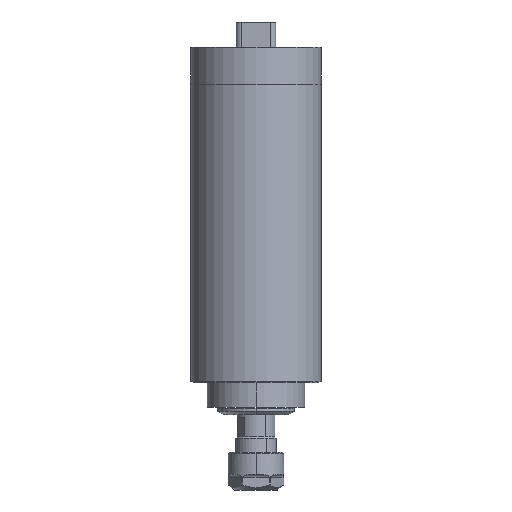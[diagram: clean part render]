
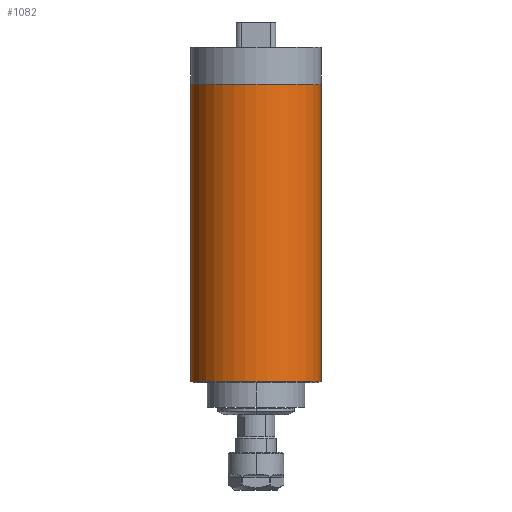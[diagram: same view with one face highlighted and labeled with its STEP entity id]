
A CAD part, front view. The second image highlights one B-rep face of the part: STEP entity #1082.
In plain terms, the highlighted cylindrical face has radius 40 mm (diameter 80 mm), a partial arc.
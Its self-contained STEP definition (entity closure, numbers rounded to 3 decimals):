
#6 = VECTOR ( 'NONE', #4076, 1000. ) ;
#182 = EDGE_CURVE ( 'NONE', #1754, #754, #458, .T. ) ;
#221 = DIRECTION ( 'NONE',  ( 1., 0., 0. ) ) ;
#457 = CARTESIAN_POINT ( 'NONE',  ( 40., 0., 182. ) ) ;
#458 = CIRCLE ( 'NONE', #1126, 40. ) ;
#692 = DIRECTION ( 'NONE',  ( 0., 0., -1. ) ) ;
#693 = DIRECTION ( 'NONE',  ( 1., 0., 0. ) ) ;
#749 = EDGE_LOOP ( 'NONE', ( #3647, #1839, #4099, #862 ) ) ;
#754 = VERTEX_POINT ( 'NONE', #1730 ) ;
#862 = ORIENTED_EDGE ( 'NONE', *, *, #1179, .T. ) ;
#1082 = ADVANCED_FACE ( 'NONE', ( #3400 ), #2343, .T. ) ;
#1126 = AXIS2_PLACEMENT_3D ( 'NONE', #3110, #4529, #221 ) ;
#1179 = EDGE_CURVE ( 'NONE', #1640, #2570, #3450, .T. ) ;
#1503 = DIRECTION ( 'NONE',  ( 0., 0., 1. ) ) ;
#1563 = CARTESIAN_POINT ( 'NONE',  ( 40., 0., 0. ) ) ;
#1640 = VERTEX_POINT ( 'NONE', #2889 ) ;
#1730 = CARTESIAN_POINT ( 'NONE',  ( 40., 0., 182. ) ) ;
#1754 = VERTEX_POINT ( 'NONE', #3642 ) ;
#1839 = ORIENTED_EDGE ( 'NONE', *, *, #182, .F. ) ;
#2343 = CYLINDRICAL_SURFACE ( 'NONE', #4486, 40. ) ;
#2570 = VERTEX_POINT ( 'NONE', #1563 ) ;
#2861 = DIRECTION ( 'NONE',  ( -1., 0., 0. ) ) ;
#2889 = CARTESIAN_POINT ( 'NONE',  ( -40., 0., 0. ) ) ;
#2971 = LINE ( 'NONE', #457, #6 ) ;
#3110 = CARTESIAN_POINT ( 'NONE',  ( 0., 0., 182. ) ) ;
#3172 = CARTESIAN_POINT ( 'NONE',  ( 0., 0., 182. ) ) ;
#3242 = CARTESIAN_POINT ( 'NONE',  ( 0., 0., 0. ) ) ;
#3400 = FACE_OUTER_BOUND ( 'NONE', #749, .T. ) ;
#3450 = CIRCLE ( 'NONE', #3939, 40. ) ;
#3642 = CARTESIAN_POINT ( 'NONE',  ( -40., 0., 182. ) ) ;
#3647 = ORIENTED_EDGE ( 'NONE', *, *, #4237, .F. ) ;
#3671 = EDGE_CURVE ( 'NONE', #1754, #1640, #4169, .T. ) ;
#3770 = VECTOR ( 'NONE', #692, 1000. ) ;
#3924 = DIRECTION ( 'NONE',  ( 0., 0., -1. ) ) ;
#3939 = AXIS2_PLACEMENT_3D ( 'NONE', #3242, #1503, #693 ) ;
#4076 = DIRECTION ( 'NONE',  ( 0., 0., -1. ) ) ;
#4099 = ORIENTED_EDGE ( 'NONE', *, *, #3671, .T. ) ;
#4169 = LINE ( 'NONE', #4345, #3770 ) ;
#4237 = EDGE_CURVE ( 'NONE', #754, #2570, #2971, .T. ) ;
#4345 = CARTESIAN_POINT ( 'NONE',  ( -40., 0., 182. ) ) ;
#4486 = AXIS2_PLACEMENT_3D ( 'NONE', #3172, #3924, #2861 ) ;
#4529 = DIRECTION ( 'NONE',  ( 0., 0., 1. ) ) ;
